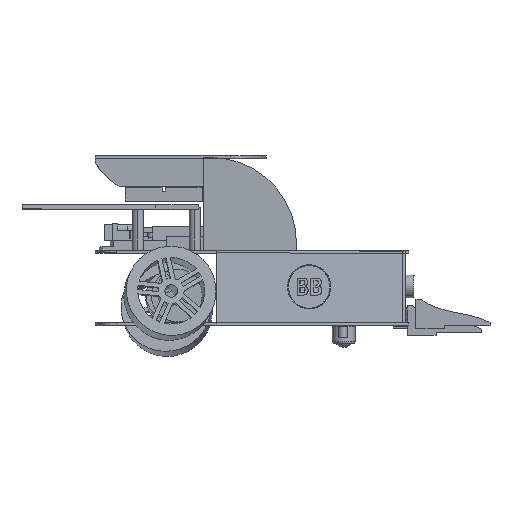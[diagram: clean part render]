
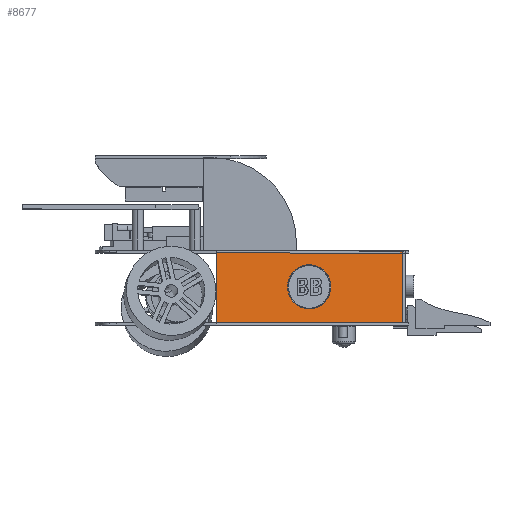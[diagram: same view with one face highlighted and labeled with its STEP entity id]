
A CAD part, top view. The second image highlights one B-rep face of the part: STEP entity #8677.
In plain terms, the highlighted planar face has unit normal (0.212, 0, 0.977).
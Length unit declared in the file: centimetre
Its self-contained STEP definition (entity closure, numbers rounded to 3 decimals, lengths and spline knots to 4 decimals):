
#307 = LINE ( 'NONE', #3230, #11643 ) ;
#490 = PLANE ( 'NONE',  #8898 ) ;
#1987 = CARTESIAN_POINT ( 'NONE',  ( 2.5019, 2.6, 8.3746 ) ) ;
#2123 = DIRECTION ( 'NONE',  ( 0.212, 0., 0.977 ) ) ;
#2400 = CARTESIAN_POINT ( 'NONE',  ( -2.5, 0.1, 9.4622 ) ) ;
#3086 = VERTEX_POINT ( 'NONE', #16080 ) ;
#3230 = CARTESIAN_POINT ( 'NONE',  ( 10.533, 0.1, 6.6283 ) ) ;
#5528 = VERTEX_POINT ( 'NONE', #23258 ) ;
#5656 = EDGE_CURVE ( 'NONE', #30006, #35329, #24620, .T. ) ;
#6544 = CARTESIAN_POINT ( 'NONE',  ( -2.5, 5.1, 9.4622 ) ) ;
#7988 = CARTESIAN_POINT ( 'NONE',  ( 4.0165, 2.6, 8.0452 ) ) ;
#8677 = ADVANCED_FACE ( 'NONE', ( #24415, #17815 ), #490, .F. ) ;
#8897 = VERTEX_POINT ( 'NONE', #2400 ) ;
#8898 = AXIS2_PLACEMENT_3D ( 'NONE', #36295, #15091, #18393 ) ;
#9175 = EDGE_CURVE ( 'NONE', #28457, #5528, #33704, .T. ) ;
#9918 = ORIENTED_EDGE ( 'NONE', *, *, #5656, .F. ) ;
#10184 = VECTOR ( 'NONE', #15504, 100. ) ;
#11329 = AXIS2_PLACEMENT_3D ( 'NONE', #16000, #25322, #36431 ) ;
#11643 = VECTOR ( 'NONE', #12170, 100. ) ;
#12170 = DIRECTION ( 'NONE',  ( 0.977, 0., -0.212 ) ) ;
#12580 = LINE ( 'NONE', #6544, #25274 ) ;
#13982 = DIRECTION ( 'NONE',  ( 0.977, 0., -0.212 ) ) ;
#14996 = ORIENTED_EDGE ( 'NONE', *, *, #9175, .F. ) ;
#15091 = DIRECTION ( 'NONE',  ( -0.212, 0., -0.977 ) ) ;
#15504 = DIRECTION ( 'NONE',  ( 0.977, 0., -0.212 ) ) ;
#16000 = CARTESIAN_POINT ( 'NONE',  ( 4.0165, 2.6, 8.0452 ) ) ;
#16080 = CARTESIAN_POINT ( 'NONE',  ( 10.533, 0.1, 6.6283 ) ) ;
#17376 = LINE ( 'NONE', #35072, #20988 ) ;
#17743 = DIRECTION ( 'NONE',  ( 0., -1., 0. ) ) ;
#17748 = ORIENTED_EDGE ( 'NONE', *, *, #26209, .T. ) ;
#17815 = FACE_OUTER_BOUND ( 'NONE', #23149, .T. ) ;
#18393 = DIRECTION ( 'NONE',  ( -0.977, 0., 0.212 ) ) ;
#18464 = CIRCLE ( 'NONE', #35270, 1.55 ) ;
#20988 = VECTOR ( 'NONE', #17743, 100. ) ;
#21330 = DIRECTION ( 'NONE',  ( 0., -1., 0. ) ) ;
#21641 = EDGE_LOOP ( 'NONE', ( #34143, #14996 ) ) ;
#23149 = EDGE_LOOP ( 'NONE', ( #24167, #32042, #9918, #17748 ) ) ;
#23258 = CARTESIAN_POINT ( 'NONE',  ( 5.5311, 2.6, 7.7159 ) ) ;
#24167 = ORIENTED_EDGE ( 'NONE', *, *, #28008, .T. ) ;
#24415 = FACE_BOUND ( 'NONE', #21641, .T. ) ;
#24620 = LINE ( 'NONE', #36133, #10184 ) ;
#25274 = VECTOR ( 'NONE', #21330, 100. ) ;
#25322 = DIRECTION ( 'NONE',  ( 0.212, 0., 0.977 ) ) ;
#26209 = EDGE_CURVE ( 'NONE', #30006, #8897, #12580, .T. ) ;
#26247 = CARTESIAN_POINT ( 'NONE',  ( -2.5, 5.1, 9.4622 ) ) ;
#26764 = EDGE_CURVE ( 'NONE', #5528, #28457, #18464, .T. ) ;
#28008 = EDGE_CURVE ( 'NONE', #8897, #3086, #307, .T. ) ;
#28457 = VERTEX_POINT ( 'NONE', #1987 ) ;
#30006 = VERTEX_POINT ( 'NONE', #26247 ) ;
#32042 = ORIENTED_EDGE ( 'NONE', *, *, #33579, .F. ) ;
#33579 = EDGE_CURVE ( 'NONE', #35329, #3086, #17376, .T. ) ;
#33704 = CIRCLE ( 'NONE', #11329, 1.55 ) ;
#34143 = ORIENTED_EDGE ( 'NONE', *, *, #26764, .F. ) ;
#35072 = CARTESIAN_POINT ( 'NONE',  ( 10.533, 5.1, 6.6283 ) ) ;
#35270 = AXIS2_PLACEMENT_3D ( 'NONE', #7988, #2123, #13982 ) ;
#35329 = VERTEX_POINT ( 'NONE', #37422 ) ;
#36133 = CARTESIAN_POINT ( 'NONE',  ( 10.533, 5.1, 6.6283 ) ) ;
#36295 = CARTESIAN_POINT ( 'NONE',  ( 10.533, 5.1, 6.6283 ) ) ;
#36431 = DIRECTION ( 'NONE',  ( 0.977, 0., -0.212 ) ) ;
#37422 = CARTESIAN_POINT ( 'NONE',  ( 10.533, 5.1, 6.6283 ) ) ;
